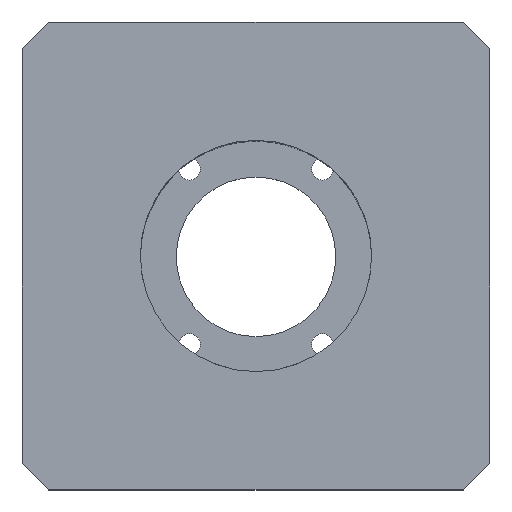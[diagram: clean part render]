
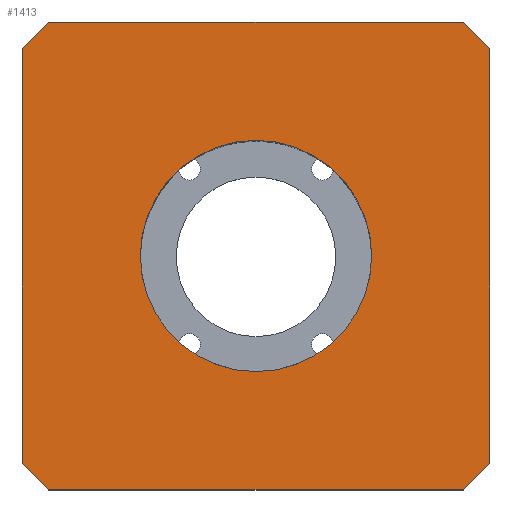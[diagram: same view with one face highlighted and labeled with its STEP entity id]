
A CAD part, top view. The second image highlights one B-rep face of the part: STEP entity #1413.
In plain terms, the highlighted planar face has unit normal (0, 0, 1).
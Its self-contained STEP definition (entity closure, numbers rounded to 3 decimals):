
#66=PLANE($,#1551);
#111=FACE_BOUND($,#289,.T.);
#175=FACE_OUTER_BOUND($,#288,.T.);
#288=EDGE_LOOP($,(#1199,#1200,#1201,#1202,#1203,#1204,#1205,#1206));
#289=EDGE_LOOP($,(#1207));
#404=LINE($,#2559,#496);
#408=LINE($,#2565,#500);
#409=LINE($,#2568,#501);
#412=LINE($,#2573,#504);
#413=LINE($,#2577,#505);
#416=LINE($,#2581,#508);
#417=LINE($,#2584,#509);
#419=LINE($,#2587,#511);
#496=VECTOR($,#1858,14.142);
#500=VECTOR($,#1864,156.);
#501=VECTOR($,#1867,14.142);
#504=VECTOR($,#1872,156.);
#505=VECTOR($,#1875,14.142);
#508=VECTOR($,#1880,156.);
#509=VECTOR($,#1883,14.142);
#511=VECTOR($,#1887,156.);
#573=CIRCLE($,#1539,43.5);
#687=VERTEX_POINT($,#2534);
#697=VERTEX_POINT($,#2557);
#698=VERTEX_POINT($,#2558);
#699=VERTEX_POINT($,#2563);
#700=VERTEX_POINT($,#2567);
#701=VERTEX_POINT($,#2571);
#702=VERTEX_POINT($,#2575);
#703=VERTEX_POINT($,#2576);
#704=VERTEX_POINT($,#2583);
#853=EDGE_CURVE($,#687,#687,#573,.T.);
#863=EDGE_CURVE($,#697,#698,#404,.T.);
#867=EDGE_CURVE($,#697,#699,#408,.T.);
#868=EDGE_CURVE($,#700,#699,#409,.T.);
#871=EDGE_CURVE($,#700,#701,#412,.T.);
#872=EDGE_CURVE($,#702,#703,#413,.T.);
#875=EDGE_CURVE($,#702,#698,#416,.T.);
#876=EDGE_CURVE($,#704,#701,#417,.T.);
#878=EDGE_CURVE($,#704,#703,#419,.T.);
#1199=ORIENTED_EDGE($,*,*,#863,.F.);
#1200=ORIENTED_EDGE($,*,*,#867,.T.);
#1201=ORIENTED_EDGE($,*,*,#868,.F.);
#1202=ORIENTED_EDGE($,*,*,#871,.T.);
#1203=ORIENTED_EDGE($,*,*,#876,.F.);
#1204=ORIENTED_EDGE($,*,*,#878,.T.);
#1205=ORIENTED_EDGE($,*,*,#872,.F.);
#1206=ORIENTED_EDGE($,*,*,#875,.T.);
#1207=ORIENTED_EDGE($,*,*,#853,.T.);
#1413=ADVANCED_FACE($,(#175,#111),#66,.T.);
#1539=AXIS2_PLACEMENT_3D($,#2535,#1840,#1841);
#1551=AXIS2_PLACEMENT_3D($,#2588,#1888,#1889);
#1840=DIRECTION('center_axis',(0.,0.,-1.));
#1841=DIRECTION('ref_axis',(-1.,0.,0.));
#1858=DIRECTION($,(-0.707,0.707,0.));
#1864=DIRECTION($,(1.,0.,0.));
#1867=DIRECTION($,(-0.707,-0.707,0.));
#1872=DIRECTION($,(0.,1.,0.));
#1875=DIRECTION($,(0.707,0.707,0.));
#1880=DIRECTION($,(0.,-1.,0.));
#1883=DIRECTION($,(0.707,-0.707,0.));
#1887=DIRECTION($,(-1.,0.,0.));
#1888=DIRECTION('center_axis',(0.,0.,1.));
#1889=DIRECTION('ref_axis',(1.,0.,0.));
#2534=CARTESIAN_POINT('',(43.5,0.,23.));
#2535=CARTESIAN_POINT('Origin',(0.,0.,23.));
#2557=CARTESIAN_POINT('',(-78.,-88.,23.));
#2558=CARTESIAN_POINT('',(-88.,-78.,23.));
#2559=CARTESIAN_POINT($,(-83.,-83.,23.));
#2563=CARTESIAN_POINT('',(78.,-88.,23.));
#2565=CARTESIAN_POINT($,(-88.,-88.,23.));
#2567=CARTESIAN_POINT('',(88.,-78.,23.));
#2568=CARTESIAN_POINT($,(83.,-83.,23.));
#2571=CARTESIAN_POINT('',(88.,78.,23.));
#2573=CARTESIAN_POINT($,(88.,-88.,23.));
#2575=CARTESIAN_POINT('',(-88.,78.,23.));
#2576=CARTESIAN_POINT('',(-78.,88.,23.));
#2577=CARTESIAN_POINT($,(-83.,83.,23.));
#2581=CARTESIAN_POINT($,(-88.,88.,23.));
#2583=CARTESIAN_POINT('',(78.,88.,23.));
#2584=CARTESIAN_POINT($,(83.,83.,23.));
#2587=CARTESIAN_POINT($,(88.,88.,23.));
#2588=CARTESIAN_POINT('Origin',(0.,0.,23.));
